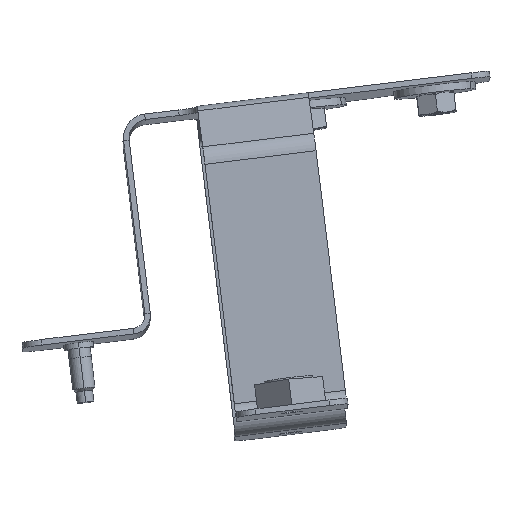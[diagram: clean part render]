
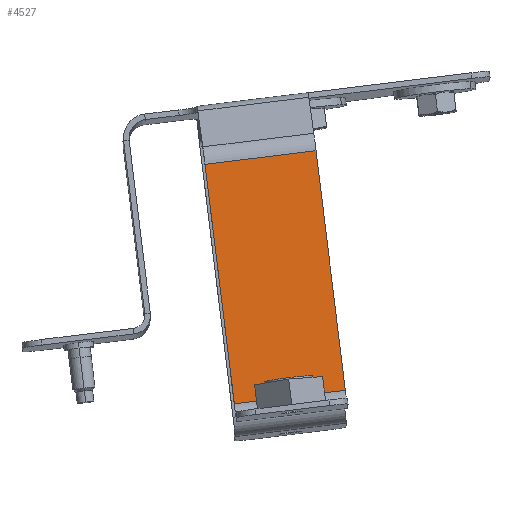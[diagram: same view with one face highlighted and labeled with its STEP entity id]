
A CAD part, left-side view. The second image highlights one B-rep face of the part: STEP entity #4527.
In plain terms, the highlighted face is planar.
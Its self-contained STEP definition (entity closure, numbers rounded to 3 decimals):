
#4500=AXIS2_PLACEMENT_3D('Plane Axis2P3D',#4497,#4498,#4499) ;
#4218=CARTESIAN_POINT('Vertex',(513.078,-77.594,491.608)) ;
#4225=CARTESIAN_POINT('Vertex',(513.078,-47.594,491.608)) ;
#4228=CARTESIAN_POINT('Line Origine',(513.078,-62.594,491.608)) ;
#4497=CARTESIAN_POINT('Axis2P3D Location',(514.874,-77.594,506.698)) ;
#4502=CARTESIAN_POINT('Line Origine',(505.422,-62.594,427.258)) ;
#4506=CARTESIAN_POINT('Vertex',(505.422,-47.594,427.258)) ;
#4508=CARTESIAN_POINT('Vertex',(505.422,-77.594,427.258)) ;
#4511=CARTESIAN_POINT('Line Origine',(509.287,-77.594,459.743)) ;
#4516=CARTESIAN_POINT('Line Origine',(509.287,-47.594,459.743)) ;
#4229=DIRECTION('Vector Direction',(0.,1.,0.)) ;
#4498=DIRECTION('Axis2P3D Direction',(0.993,0.,-0.118)) ;
#4499=DIRECTION('Axis2P3D XDirection',(0.,1.,0.)) ;
#4503=DIRECTION('Vector Direction',(0.,1.,0.)) ;
#4512=DIRECTION('Vector Direction',(0.118,0.,0.993)) ;
#4517=DIRECTION('Vector Direction',(0.118,0.,0.993)) ;
#4230=VECTOR('Line Direction',#4229,1.) ;
#4504=VECTOR('Line Direction',#4503,1.) ;
#4513=VECTOR('Line Direction',#4512,1.) ;
#4518=VECTOR('Line Direction',#4517,1.) ;
#4522=ORIENTED_EDGE('',*,*,#4510,.T.) ;
#4523=ORIENTED_EDGE('',*,*,#4515,.F.) ;
#4524=ORIENTED_EDGE('',*,*,#4232,.T.) ;
#4525=ORIENTED_EDGE('',*,*,#4520,.F.) ;
#4527=ADVANCED_FACE('M000667569V1_2-G000600880V1_2(3)\\SUPPORT',(#4526),#4501,.F.) ;
#4232=EDGE_CURVE('',#4219,#4226,#4231,.T.) ;
#4510=EDGE_CURVE('',#4507,#4509,#4505,.F.) ;
#4515=EDGE_CURVE('',#4219,#4509,#4514,.F.) ;
#4520=EDGE_CURVE('',#4507,#4226,#4519,.T.) ;
#4521=EDGE_LOOP('',(#4522,#4523,#4524,#4525)) ;
#4526=FACE_OUTER_BOUND('',#4521,.T.) ;
#4231=LINE('Line',#4228,#4230) ;
#4505=LINE('Line',#4502,#4504) ;
#4514=LINE('Line',#4511,#4513) ;
#4519=LINE('Line',#4516,#4518) ;
#4501=PLANE('',#4500) ;
#4219=VERTEX_POINT('',#4218) ;
#4226=VERTEX_POINT('',#4225) ;
#4507=VERTEX_POINT('',#4506) ;
#4509=VERTEX_POINT('',#4508) ;
